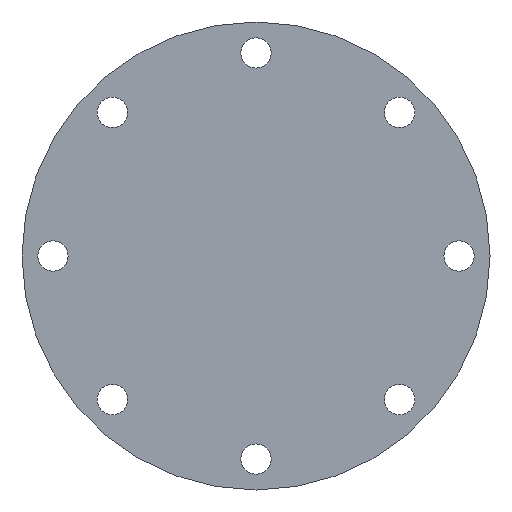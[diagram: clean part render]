
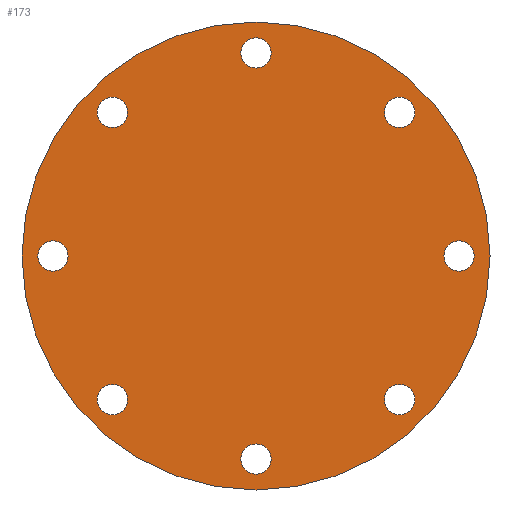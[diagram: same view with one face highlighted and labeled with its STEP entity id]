
A CAD part, left-side view. The second image highlights one B-rep face of the part: STEP entity #173.
In plain terms, the highlighted planar face has unit normal (-1, 0, 0).
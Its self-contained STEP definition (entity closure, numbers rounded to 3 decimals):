
#143 = EDGE_CURVE( '', #225, #333, #382, .T. );
#151 = EDGE_CURVE( '', #239, #301, #391, .T. );
#161 = VERTEX_POINT( '', #402 );
#163 = EDGE_CURVE( '', #261, #315, #404, .T. );
#165 = EDGE_CURVE( '', #181, #191, #406, .T. );
#173 = ADVANCED_FACE( '', ( #415, #416, #417, #418, #419, #420, #421, #422, #423 ), #424, .F. );
#181 = VERTEX_POINT( '', #433 );
#183 = EDGE_CURVE( '', #221, #215, #435, .T. );
#187 = EDGE_CURVE( '', #209, #251, #440, .T. );
#189 = EDGE_CURVE( '', #265, #307, #442, .T. );
#191 = VERTEX_POINT( '', #444 );
#193 = EDGE_CURVE( '', #251, #209, #446, .T. );
#209 = VERTEX_POINT( '', #465 );
#211 = EDGE_CURVE( '', #327, #275, #467, .T. );
#215 = VERTEX_POINT( '', #471 );
#221 = VERTEX_POINT( '', #479 );
#225 = VERTEX_POINT( '', #483 );
#239 = VERTEX_POINT( '', #498 );
#241 = EDGE_CURVE( '', #275, #327, #500, .T. );
#245 = VERTEX_POINT( '', #504 );
#251 = VERTEX_POINT( '', #519 );
#257 = EDGE_CURVE( '', #161, #245, #525, .T. );
#259 = EDGE_CURVE( '', #191, #181, #527, .T. );
#261 = VERTEX_POINT( '', #529 );
#265 = VERTEX_POINT( '', #534 );
#275 = VERTEX_POINT( '', #544 );
#277 = EDGE_CURVE( '', #307, #265, #546, .T. );
#279 = EDGE_CURVE( '', #215, #221, #548, .T. );
#291 = EDGE_CURVE( '', #301, #239, #561, .T. );
#301 = VERTEX_POINT( '', #572 );
#307 = VERTEX_POINT( '', #578 );
#309 = EDGE_CURVE( '', #245, #161, #580, .T. );
#315 = VERTEX_POINT( '', #586 );
#327 = VERTEX_POINT( '', #599 );
#333 = VERTEX_POINT( '', #605 );
#335 = EDGE_CURVE( '', #333, #225, #607, .T. );
#349 = EDGE_CURVE( '', #315, #261, #622, .T. );
#382 = CIRCLE( '', #648, 11. );
#391 = CIRCLE( '', #660, 11. );
#402 = CARTESIAN_POINT( '', ( 0., 115.298, -104.298 ) );
#404 = CIRCLE( '', #676, 11. );
#406 = CIRCLE( '', #679, 170. );
#415 = FACE_BOUND( '', #691, .T. );
#416 = FACE_BOUND( '', #692, .T. );
#417 = FACE_BOUND( '', #693, .T. );
#418 = FACE_BOUND( '', #694, .T. );
#419 = FACE_BOUND( '', #695, .T. );
#420 = FACE_BOUND( '', #696, .T. );
#421 = FACE_BOUND( '', #697, .T. );
#422 = FACE_BOUND( '', #698, .T. );
#423 = FACE_OUTER_BOUND( '', #699, .T. );
#424 = PLANE( '', #700 );
#433 = CARTESIAN_POINT( '', ( 0., 0., 170. ) );
#435 = CIRCLE( '', #716, 11. );
#440 = CIRCLE( '', #722, 11. );
#442 = CIRCLE( '', #725, 11. );
#444 = CARTESIAN_POINT( '', ( 0., 0., -170. ) );
#446 = CIRCLE( '', #730, 11. );
#465 = CARTESIAN_POINT( '', ( 0., -158.5, 0. ) );
#467 = CIRCLE( '', #759, 11. );
#471 = CARTESIAN_POINT( '', ( 0., 158.5, 0. ) );
#479 = CARTESIAN_POINT( '', ( 0., 136.5, 0. ) );
#483 = CARTESIAN_POINT( '', ( 0., -11., -147.5 ) );
#498 = CARTESIAN_POINT( '', ( 0., 93.298, 104.298 ) );
#500 = CIRCLE( '', #797, 11. );
#504 = CARTESIAN_POINT( '', ( 0., 93.298, -104.298 ) );
#519 = CARTESIAN_POINT( '', ( 0., -136.5, 0. ) );
#525 = CIRCLE( '', #826, 11. );
#527 = CIRCLE( '', #829, 170. );
#529 = CARTESIAN_POINT( '', ( 0., -93.298, -104.298 ) );
#534 = CARTESIAN_POINT( '', ( 0., -11., 147.5 ) );
#544 = CARTESIAN_POINT( '', ( 0., -93.298, 104.298 ) );
#546 = CIRCLE( '', #852, 11. );
#548 = CIRCLE( '', #855, 11. );
#561 = CIRCLE( '', #870, 11. );
#572 = CARTESIAN_POINT( '', ( 0., 115.298, 104.298 ) );
#578 = CARTESIAN_POINT( '', ( 0., 11., 147.5 ) );
#580 = CIRCLE( '', #897, 11. );
#586 = CARTESIAN_POINT( '', ( 0., -115.298, -104.298 ) );
#599 = CARTESIAN_POINT( '', ( 0., -115.298, 104.298 ) );
#605 = CARTESIAN_POINT( '', ( 0., 11., -147.5 ) );
#607 = CIRCLE( '', #932, 11. );
#622 = CIRCLE( '', #955, 11. );
#648 = AXIS2_PLACEMENT_3D( '', #977, #978, #979 );
#660 = AXIS2_PLACEMENT_3D( '', #989, #990, #991 );
#676 = AXIS2_PLACEMENT_3D( '', #1006, #1007, #1008 );
#679 = AXIS2_PLACEMENT_3D( '', #1009, #1010, #1011 );
#691 = EDGE_LOOP( '', ( #1025, #1026 ) );
#692 = EDGE_LOOP( '', ( #1027, #1028 ) );
#693 = EDGE_LOOP( '', ( #1029, #1030 ) );
#694 = EDGE_LOOP( '', ( #1031, #1032 ) );
#695 = EDGE_LOOP( '', ( #1033, #1034 ) );
#696 = EDGE_LOOP( '', ( #1035, #1036 ) );
#697 = EDGE_LOOP( '', ( #1037, #1038 ) );
#698 = EDGE_LOOP( '', ( #1039, #1040 ) );
#699 = EDGE_LOOP( '', ( #1041, #1042 ) );
#700 = AXIS2_PLACEMENT_3D( '', #1043, #1044, #1045 );
#716 = AXIS2_PLACEMENT_3D( '', #1056, #1057, #1058 );
#722 = AXIS2_PLACEMENT_3D( '', #1067, #1068, #1069 );
#725 = AXIS2_PLACEMENT_3D( '', #1070, #1071, #1072 );
#730 = AXIS2_PLACEMENT_3D( '', #1073, #1074, #1075 );
#759 = AXIS2_PLACEMENT_3D( '', #1106, #1107, #1108 );
#797 = AXIS2_PLACEMENT_3D( '', #1140, #1141, #1142 );
#826 = AXIS2_PLACEMENT_3D( '', #1169, #1170, #1171 );
#829 = AXIS2_PLACEMENT_3D( '', #1172, #1173, #1174 );
#852 = AXIS2_PLACEMENT_3D( '', #1187, #1188, #1189 );
#855 = AXIS2_PLACEMENT_3D( '', #1190, #1191, #1192 );
#870 = AXIS2_PLACEMENT_3D( '', #1208, #1209, #1210 );
#897 = AXIS2_PLACEMENT_3D( '', #1225, #1226, #1227 );
#932 = AXIS2_PLACEMENT_3D( '', #1247, #1248, #1249 );
#955 = AXIS2_PLACEMENT_3D( '', #1269, #1270, #1271 );
#977 = CARTESIAN_POINT( '', ( 0., 0., -147.5 ) );
#978 = DIRECTION( '', ( 1., 0., 0. ) );
#979 = DIRECTION( '', ( 0., 1., 0. ) );
#989 = CARTESIAN_POINT( '', ( 0., 104.298, 104.298 ) );
#990 = DIRECTION( '', ( 1., 0., 0. ) );
#991 = DIRECTION( '', ( 0., 1., 0. ) );
#1006 = CARTESIAN_POINT( '', ( 0., -104.298, -104.298 ) );
#1007 = DIRECTION( '', ( 1., 0., 0. ) );
#1008 = DIRECTION( '', ( 0., 1., 0. ) );
#1009 = CARTESIAN_POINT( '', ( 0., 0., 0. ) );
#1010 = DIRECTION( '', ( 1., 0., 0. ) );
#1011 = DIRECTION( '', ( 0., 0., -1. ) );
#1025 = ORIENTED_EDGE( '', *, *, #291, .T. );
#1026 = ORIENTED_EDGE( '', *, *, #151, .T. );
#1027 = ORIENTED_EDGE( '', *, *, #277, .T. );
#1028 = ORIENTED_EDGE( '', *, *, #189, .T. );
#1029 = ORIENTED_EDGE( '', *, *, #241, .T. );
#1030 = ORIENTED_EDGE( '', *, *, #211, .T. );
#1031 = ORIENTED_EDGE( '', *, *, #193, .T. );
#1032 = ORIENTED_EDGE( '', *, *, #187, .T. );
#1033 = ORIENTED_EDGE( '', *, *, #163, .T. );
#1034 = ORIENTED_EDGE( '', *, *, #349, .T. );
#1035 = ORIENTED_EDGE( '', *, *, #335, .T. );
#1036 = ORIENTED_EDGE( '', *, *, #143, .T. );
#1037 = ORIENTED_EDGE( '', *, *, #257, .T. );
#1038 = ORIENTED_EDGE( '', *, *, #309, .T. );
#1039 = ORIENTED_EDGE( '', *, *, #279, .T. );
#1040 = ORIENTED_EDGE( '', *, *, #183, .T. );
#1041 = ORIENTED_EDGE( '', *, *, #259, .F. );
#1042 = ORIENTED_EDGE( '', *, *, #165, .F. );
#1043 = CARTESIAN_POINT( '', ( 0., 0., 0. ) );
#1044 = DIRECTION( '', ( 1., 0., 0. ) );
#1045 = DIRECTION( '', ( 0., 0., -1. ) );
#1056 = CARTESIAN_POINT( '', ( 0., 147.5, 0. ) );
#1057 = DIRECTION( '', ( 1., 0., 0. ) );
#1058 = DIRECTION( '', ( 0., 1., 0. ) );
#1067 = CARTESIAN_POINT( '', ( 0., -147.5, 0. ) );
#1068 = DIRECTION( '', ( 1., 0., 0. ) );
#1069 = DIRECTION( '', ( 0., 1., 0. ) );
#1070 = CARTESIAN_POINT( '', ( 0., 0., 147.5 ) );
#1071 = DIRECTION( '', ( 1., 0., 0. ) );
#1072 = DIRECTION( '', ( 0., 1., 0. ) );
#1073 = CARTESIAN_POINT( '', ( 0., -147.5, 0. ) );
#1074 = DIRECTION( '', ( 1., 0., 0. ) );
#1075 = DIRECTION( '', ( 0., 1., 0. ) );
#1106 = CARTESIAN_POINT( '', ( 0., -104.298, 104.298 ) );
#1107 = DIRECTION( '', ( 1., 0., 0. ) );
#1108 = DIRECTION( '', ( 0., 1., 0. ) );
#1140 = CARTESIAN_POINT( '', ( 0., -104.298, 104.298 ) );
#1141 = DIRECTION( '', ( 1., 0., 0. ) );
#1142 = DIRECTION( '', ( 0., 1., 0. ) );
#1169 = CARTESIAN_POINT( '', ( 0., 104.298, -104.298 ) );
#1170 = DIRECTION( '', ( 1., 0., 0. ) );
#1171 = DIRECTION( '', ( 0., 1., 0. ) );
#1172 = CARTESIAN_POINT( '', ( 0., 0., 0. ) );
#1173 = DIRECTION( '', ( 1., 0., 0. ) );
#1174 = DIRECTION( '', ( 0., 0., -1. ) );
#1187 = CARTESIAN_POINT( '', ( 0., 0., 147.5 ) );
#1188 = DIRECTION( '', ( 1., 0., 0. ) );
#1189 = DIRECTION( '', ( 0., 1., 0. ) );
#1190 = CARTESIAN_POINT( '', ( 0., 147.5, 0. ) );
#1191 = DIRECTION( '', ( 1., 0., 0. ) );
#1192 = DIRECTION( '', ( 0., 1., 0. ) );
#1208 = CARTESIAN_POINT( '', ( 0., 104.298, 104.298 ) );
#1209 = DIRECTION( '', ( 1., 0., 0. ) );
#1210 = DIRECTION( '', ( 0., 1., 0. ) );
#1225 = CARTESIAN_POINT( '', ( 0., 104.298, -104.298 ) );
#1226 = DIRECTION( '', ( 1., 0., 0. ) );
#1227 = DIRECTION( '', ( 0., 1., 0. ) );
#1247 = CARTESIAN_POINT( '', ( 0., 0., -147.5 ) );
#1248 = DIRECTION( '', ( 1., 0., 0. ) );
#1249 = DIRECTION( '', ( 0., 1., 0. ) );
#1269 = CARTESIAN_POINT( '', ( 0., -104.298, -104.298 ) );
#1270 = DIRECTION( '', ( 1., 0., 0. ) );
#1271 = DIRECTION( '', ( 0., 1., 0. ) );
